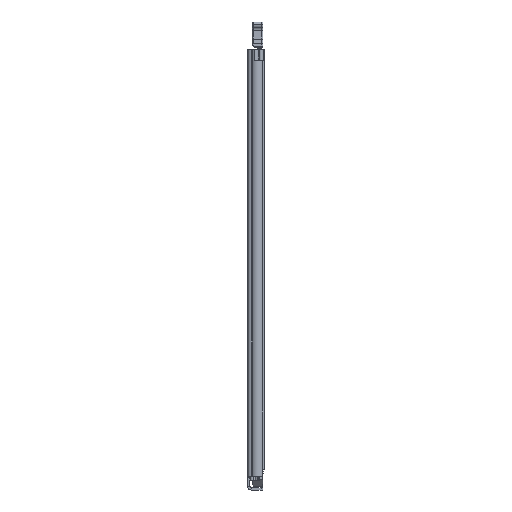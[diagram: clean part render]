
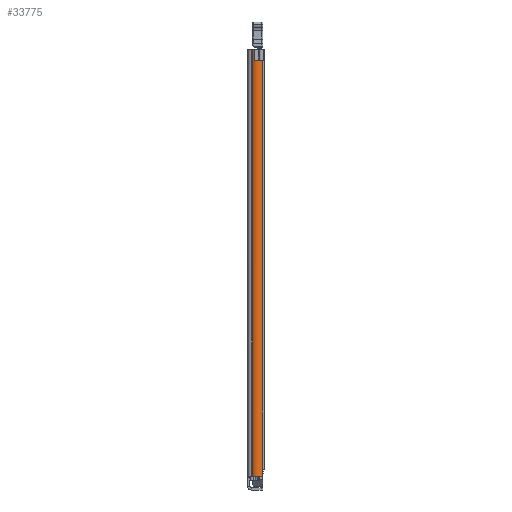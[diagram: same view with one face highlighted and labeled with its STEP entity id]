
A CAD part, front view. The second image highlights one B-rep face of the part: STEP entity #33775.
In plain terms, the highlighted cylindrical face has radius 7.6 mm (diameter 15.2 mm), a partial arc.
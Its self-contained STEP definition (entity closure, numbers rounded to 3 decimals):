
#379 = FACE_OUTER_BOUND ( 'NONE', #30815, .T. ) ;
#764 = ORIENTED_EDGE ( 'NONE', *, *, #11634, .T. ) ;
#848 = EDGE_CURVE ( 'NONE', #13889, #26718, #24840, .T. ) ;
#1374 = ORIENTED_EDGE ( 'NONE', *, *, #32590, .T. ) ;
#1661 = DIRECTION ( 'NONE',  ( 0., 0., 1. ) ) ;
#1770 = DIRECTION ( 'NONE',  ( 1., 0., 0. ) ) ;
#3399 = VECTOR ( 'NONE', #5518, 1000. ) ;
#5518 = DIRECTION ( 'NONE',  ( 0., 0., 1. ) ) ;
#5796 = EDGE_CURVE ( 'NONE', #27231, #26718, #13534, .T. ) ;
#7859 = CARTESIAN_POINT ( 'NONE',  ( 8.413, -37.778, 0. ) ) ;
#8254 = AXIS2_PLACEMENT_3D ( 'NONE', #10914, #16381, #11440 ) ;
#8269 = DIRECTION ( 'NONE',  ( 0., 0., 1. ) ) ;
#10013 = VERTEX_POINT ( 'NONE', #22264 ) ;
#10914 = CARTESIAN_POINT ( 'NONE',  ( 10.602, -30.5, -492. ) ) ;
#11080 = CYLINDRICAL_SURFACE ( 'NONE', #33826, 7.6 ) ;
#11440 = DIRECTION ( 'NONE',  ( 1., 0., 0. ) ) ;
#11634 = EDGE_CURVE ( 'NONE', #10013, #27231, #30671, .T. ) ;
#11635 = DIRECTION ( 'NONE',  ( 0., 0., 1. ) ) ;
#12079 = DIRECTION ( 'NONE',  ( 1., 0., 0. ) ) ;
#13534 = CIRCLE ( 'NONE', #18048, 7.6 ) ;
#13783 = VECTOR ( 'NONE', #1661, 1000. ) ;
#13889 = VERTEX_POINT ( 'NONE', #29795 ) ;
#14142 = CIRCLE ( 'NONE', #24825, 7.6 ) ;
#14815 = CARTESIAN_POINT ( 'NONE',  ( 5.244, -35.891, -508. ) ) ;
#16021 = CARTESIAN_POINT ( 'NONE',  ( 10.602, -30.5, -508. ) ) ;
#16381 = DIRECTION ( 'NONE',  ( 0., 0., 1. ) ) ;
#16388 = ORIENTED_EDGE ( 'NONE', *, *, #21851, .T. ) ;
#17147 = ORIENTED_EDGE ( 'NONE', *, *, #24449, .F. ) ;
#18048 = AXIS2_PLACEMENT_3D ( 'NONE', #20350, #23350, #12079 ) ;
#19414 = CARTESIAN_POINT ( 'NONE',  ( 16.488, -35.307, -492. ) ) ;
#20287 = CARTESIAN_POINT ( 'NONE',  ( 8.413, -37.778, -508. ) ) ;
#20350 = CARTESIAN_POINT ( 'NONE',  ( 10.602, -30.5, 0. ) ) ;
#20920 = DIRECTION ( 'NONE',  ( 0., 0., 1. ) ) ;
#21024 = VECTOR ( 'NONE', #11635, 1000. ) ;
#21851 = EDGE_CURVE ( 'NONE', #13889, #28041, #25126, .T. ) ;
#21942 = ORIENTED_EDGE ( 'NONE', *, *, #5796, .T. ) ;
#22264 = CARTESIAN_POINT ( 'NONE',  ( 8.413, -37.778, -12.2 ) ) ;
#22509 = VERTEX_POINT ( 'NONE', #29842 ) ;
#23350 = DIRECTION ( 'NONE',  ( 0., 0., -1. ) ) ;
#24180 = LINE ( 'NONE', #29624, #3399 ) ;
#24449 = EDGE_CURVE ( 'NONE', #10013, #22509, #14142, .T. ) ;
#24825 = AXIS2_PLACEMENT_3D ( 'NONE', #34284, #20920, #1770 ) ;
#24840 = LINE ( 'NONE', #14815, #21024 ) ;
#25126 = CIRCLE ( 'NONE', #8254, 7.6 ) ;
#25179 = ORIENTED_EDGE ( 'NONE', *, *, #848, .F. ) ;
#26718 = VERTEX_POINT ( 'NONE', #34005 ) ;
#27231 = VERTEX_POINT ( 'NONE', #7859 ) ;
#27284 = DIRECTION ( 'NONE',  ( 1., 0., 0. ) ) ;
#28041 = VERTEX_POINT ( 'NONE', #19414 ) ;
#29624 = CARTESIAN_POINT ( 'NONE',  ( 16.488, -35.307, -508. ) ) ;
#29795 = CARTESIAN_POINT ( 'NONE',  ( 5.244, -35.891, -492. ) ) ;
#29842 = CARTESIAN_POINT ( 'NONE',  ( 16.488, -35.307, -12.2 ) ) ;
#30671 = LINE ( 'NONE', #20287, #13783 ) ;
#30815 = EDGE_LOOP ( 'NONE', ( #16388, #1374, #17147, #764, #21942, #25179 ) ) ;
#32590 = EDGE_CURVE ( 'NONE', #28041, #22509, #24180, .T. ) ;
#33775 = ADVANCED_FACE ( 'NONE', ( #379 ), #11080, .T. ) ;
#33826 = AXIS2_PLACEMENT_3D ( 'NONE', #16021, #8269, #27284 ) ;
#34005 = CARTESIAN_POINT ( 'NONE',  ( 5.244, -35.891, 0. ) ) ;
#34284 = CARTESIAN_POINT ( 'NONE',  ( 10.602, -30.5, -12.2 ) ) ;
